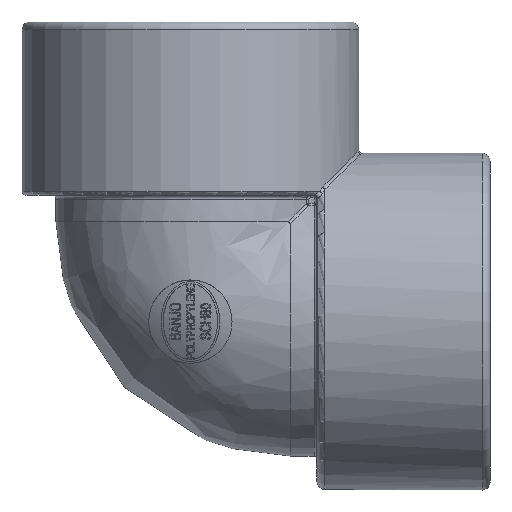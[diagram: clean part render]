
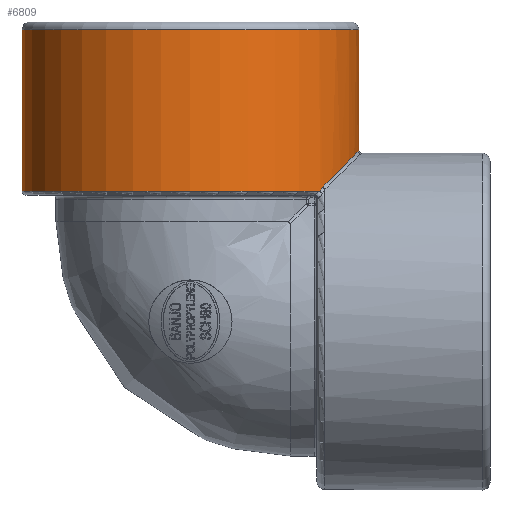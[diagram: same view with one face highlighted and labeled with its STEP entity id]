
A CAD part, left-side view. The second image highlights one B-rep face of the part: STEP entity #6809.
In plain terms, the highlighted cylindrical face has radius 32.131 mm (diameter 64.262 mm), a full revolution.
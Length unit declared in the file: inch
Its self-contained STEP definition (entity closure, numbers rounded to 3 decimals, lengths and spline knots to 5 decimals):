
#488=FACE_OUTER_BOUND('',#906,.T.);
#906=EDGE_LOOP('',(#4716,#4717,#4718,#4719,#4720,#4721,#4722,#4723));
#1341=ELLIPSE('',#7280,1.80318,1.265);
#1402=B_SPLINE_CURVE_WITH_KNOTS('',3,(#10583,#10584,#10585,#10586),
 .UNSPECIFIED.,.F.,.F.,(4,4),(0.,0.126),.UNSPECIFIED.);
#1403=B_SPLINE_CURVE_WITH_KNOTS('',3,(#10590,#10591,#10592,#10593),
 .UNSPECIFIED.,.F.,.F.,(4,4),(0.,0.126),.UNSPECIFIED.);
#2036=CIRCLE('',#7278,1.265);
#2037=CIRCLE('',#7279,1.265);
#2038=CIRCLE('',#7281,1.265);
#2116=LINE('',#10579,#2459);
#2459=VECTOR('',#7644,1.265);
#2842=VERTEX_POINT('',#10576);
#2843=VERTEX_POINT('',#10578);
#2844=VERTEX_POINT('',#10580);
#2845=VERTEX_POINT('',#10582);
#2846=VERTEX_POINT('',#10587);
#2847=VERTEX_POINT('',#10589);
#3585=EDGE_CURVE('',#2842,#2842,#2036,.T.);
#3586=EDGE_CURVE('',#2842,#2843,#2116,.T.);
#3587=EDGE_CURVE('',#2844,#2843,#2037,.T.);
#3588=EDGE_CURVE('',#2845,#2844,#1402,.T.);
#3589=EDGE_CURVE('',#2846,#2845,#1341,.T.);
#3590=EDGE_CURVE('',#2847,#2846,#1403,.T.);
#3591=EDGE_CURVE('',#2843,#2847,#2038,.T.);
#4716=ORIENTED_EDGE('',*,*,#3585,.F.);
#4717=ORIENTED_EDGE('',*,*,#3586,.T.);
#4718=ORIENTED_EDGE('',*,*,#3587,.F.);
#4719=ORIENTED_EDGE('',*,*,#3588,.F.);
#4720=ORIENTED_EDGE('',*,*,#3589,.F.);
#4721=ORIENTED_EDGE('',*,*,#3590,.F.);
#4722=ORIENTED_EDGE('',*,*,#3591,.F.);
#4723=ORIENTED_EDGE('',*,*,#3586,.F.);
#6766=CYLINDRICAL_SURFACE('',#7277,1.265);
#6809=ADVANCED_FACE('',(#488),#6766,.T.);
#7277=AXIS2_PLACEMENT_3D('',#10575,#7640,#7641);
#7278=AXIS2_PLACEMENT_3D('',#10577,#7642,#7643);
#7279=AXIS2_PLACEMENT_3D('',#10581,#7645,#7646);
#7280=AXIS2_PLACEMENT_3D('',#10588,#7647,#7648);
#7281=AXIS2_PLACEMENT_3D('',#10594,#7649,#7650);
#7640=DIRECTION('center_axis',(0.,0.,1.));
#7641=DIRECTION('ref_axis',(1.,0.,0.));
#7642=DIRECTION('center_axis',(0.,0.,1.));
#7643=DIRECTION('ref_axis',(-1.,0.,0.));
#7644=DIRECTION('',(0.,0.,-1.));
#7645=DIRECTION('center_axis',(0.,0.,-1.));
#7646=DIRECTION('ref_axis',(0.,1.,0.));
#7647=DIRECTION('center_axis',(0.,-0.713,
-0.702));
#7648=DIRECTION('ref_axis',(0.,-0.702,0.713));
#7649=DIRECTION('center_axis',(0.,0.,-1.));
#7650=DIRECTION('ref_axis',(0.,1.,0.));
#10575=CARTESIAN_POINT('Origin',(0.,0.,1.6));
#10576=CARTESIAN_POINT('',(-1.265,0.,2.19));
#10577=CARTESIAN_POINT('Origin',(0.,0.,2.19));
#10578=CARTESIAN_POINT('',(-1.265,0.,0.98));
#10579=CARTESIAN_POINT('',(-1.265,0.,1.6));
#10580=CARTESIAN_POINT('',(-0.81219,-0.96983,0.98));
#10581=CARTESIAN_POINT('Origin',(0.,0.,0.98));
#10582=CARTESIAN_POINT('',(-0.78207,-0.99428,1.01));
#10583=CARTESIAN_POINT('Ctrl Pts',(-0.78207,-0.99428,
1.01));
#10584=CARTESIAN_POINT('Ctrl Pts',(-0.79295,-0.98572,
1.0013));
#10585=CARTESIAN_POINT('Ctrl Pts',(-0.80301,-0.97752,
0.99119));
#10586=CARTESIAN_POINT('Ctrl Pts',(-0.81219,-0.96983,
0.98));
#10587=CARTESIAN_POINT('',(0.78207,-0.99428,1.01));
#10588=CARTESIAN_POINT('Origin',(0.,0.,0.));
#10589=CARTESIAN_POINT('',(0.81219,-0.96983,0.98));
#10590=CARTESIAN_POINT('Ctrl Pts',(0.81219,-0.96983,
0.98));
#10591=CARTESIAN_POINT('Ctrl Pts',(0.80301,-0.97752,
0.99119));
#10592=CARTESIAN_POINT('Ctrl Pts',(0.79295,-0.98572,
1.0013));
#10593=CARTESIAN_POINT('Ctrl Pts',(0.78207,-0.99428,
1.01));
#10594=CARTESIAN_POINT('Origin',(0.,0.,0.98));
